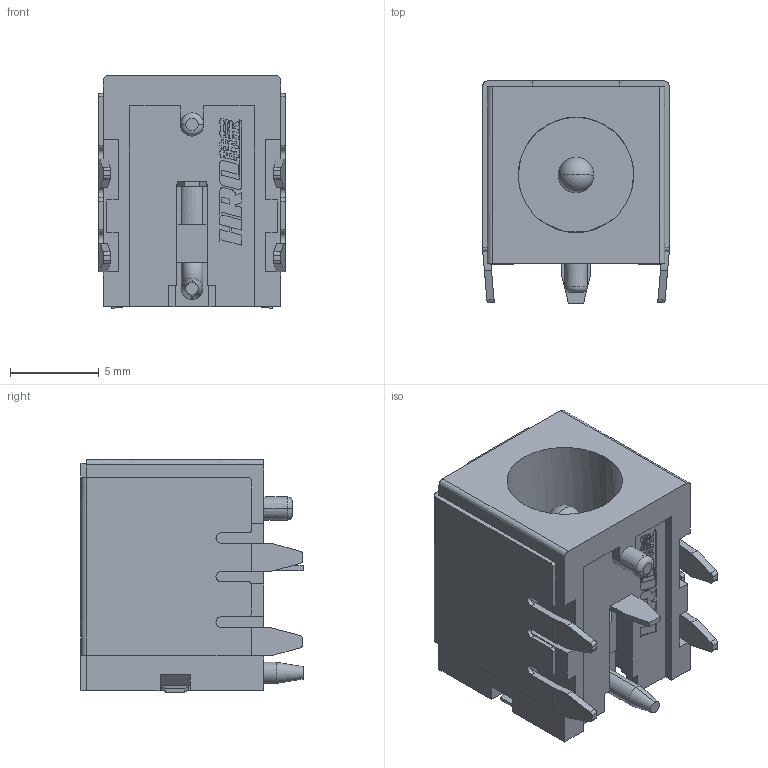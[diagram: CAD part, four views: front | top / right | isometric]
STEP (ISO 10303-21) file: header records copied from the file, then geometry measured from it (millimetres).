
FILE_DESCRIPTION((''),'2;1');
FILE_NAME('DC-053D-20A','2021-10-08T',('Administrator'),(''),'CREO PARAMETRIC BY PTC INC, 2018070','CREO PARAMETRIC BY PTC INC, 2018070','');
FILE_SCHEMA(('AUTOMOTIVE_DESIGN { 1 0 10303 214 1 1 1 1 }'));
Length unit declared in the file: millimetre
Products named in the file (1): DC-053D-20A
Bounding box: 10.5 x 12.5 x 13.1 mm (x, y, z)
Surface area: 1261.9 mm2 (no closed solid volume)
Topology: 0 solids, 0 shells, 439 faces, 2490 edges, 2484 vertices
Faces by surface type: bspline 433, torus 4, sphere 2
Entity records: 37649 total; most frequent: CARTESIAN_POINT 10680, DIRECTION 3700, TRIMMED_CURVE 3478, VECTOR 3268, LINE 3268, DEFINITIONAL_REPRESENTATION 2480, PCURVE 2480, COMPOSITE_CURVE_SEGMENT 2480
